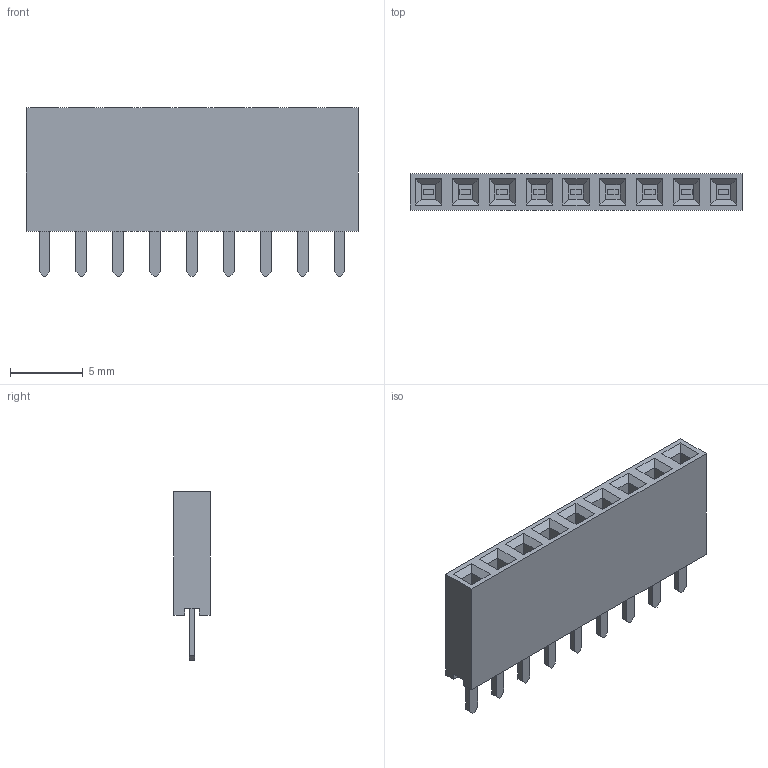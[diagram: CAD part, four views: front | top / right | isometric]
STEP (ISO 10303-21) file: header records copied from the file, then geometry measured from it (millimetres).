
FILE_DESCRIPTION(/* description */ (''),/* implementation_level */ '2;1');
FILE_NAME(/* name */ 'PBS_9x1_Yellow.step',/* time_stamp */ '2020-05-15T15:56:14+03:00',/* author */ ('vlad.lapshuda'),/* organization */ (''),/* preprocessor_version */ 'ST-DEVELOPER v17.2',/* originating_system */ 'Autodesk Translation Framework v7.6.0.251',/* authorisation */ '');
FILE_SCHEMA (('AUTOMOTIVE_DESIGN { 1 0 10303 214 3 1 1 }'));
Length unit declared in the file: millimetre
Products named in the file (2): PBS_9x1; PBS_Contacts
Assembly tree (1 placements, depth 2):
  PBS_9x1
    PBS_Contacts
Bounding box: 22.86 x 2.5 x 11.6 mm (x, y, z)
Volume: 409.2 mm3; surface area: 925.5 mm2
Topology: 10 solids, 10 shells, 163 faces, 366 edges, 232 vertices
Faces by surface type: plane 163
Entity records: 4450 total; most frequent: CARTESIAN_POINT 764, ORIENTED_EDGE 732, DIRECTION 698, LINE 366, VECTOR 366, EDGE_CURVE 366, VERTEX_POINT 232, EDGE_LOOP 172
